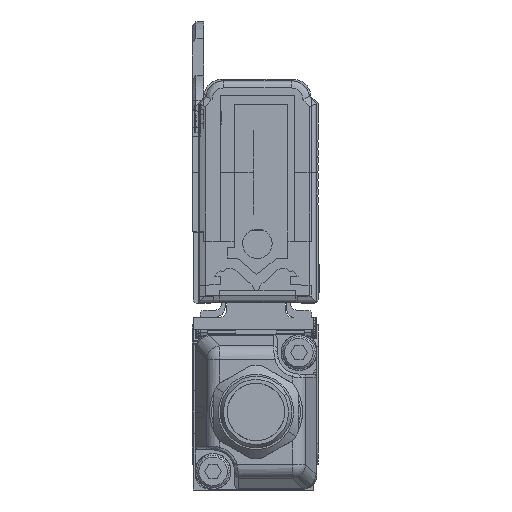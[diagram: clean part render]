
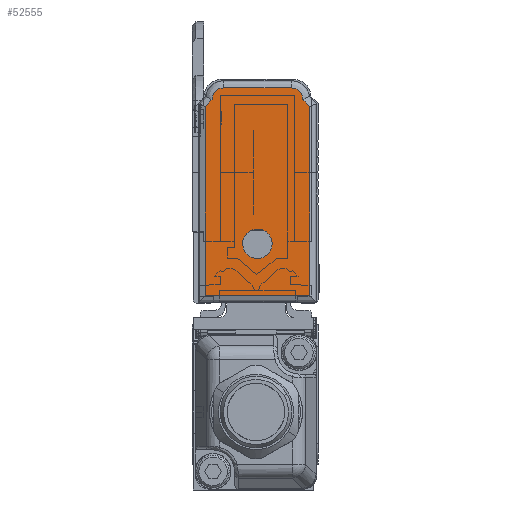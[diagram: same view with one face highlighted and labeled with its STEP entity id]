
A CAD part, front view. The second image highlights one B-rep face of the part: STEP entity #52555.
In plain terms, the highlighted planar face has unit normal (0, -1, 0).
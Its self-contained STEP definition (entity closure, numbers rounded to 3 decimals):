
#52359=AXIS2_PLACEMENT_3D('Circle Axis2P3D',#52357,#52358,$) ;
#52400=AXIS2_PLACEMENT_3D('Circle Axis2P3D',#52398,#52399,$) ;
#52525=AXIS2_PLACEMENT_3D('Plane Axis2P3D',#52522,#52523,#52524) ;
#52539=AXIS2_PLACEMENT_3D('Circle Axis2P3D',#52537,#52538,$) ;
#52548=AXIS2_PLACEMENT_3D('Circle Axis2P3D',#52546,#52547,$) ;
#51767=CARTESIAN_POINT('Vertex',(7.3,0.,18.886)) ;
#51777=CARTESIAN_POINT('Vertex',(6.33,0.,19.855)) ;
#51780=CARTESIAN_POINT('Line Origine',(6.963,0.,19.222)) ;
#51810=CARTESIAN_POINT('Vertex',(7.3,0.,-7.5)) ;
#51813=CARTESIAN_POINT('Line Origine',(7.3,0.,5.39)) ;
#51843=CARTESIAN_POINT('Vertex',(-7.3,0.,-7.5)) ;
#51846=CARTESIAN_POINT('Line Origine',(0.,0.,-7.5)) ;
#51870=CARTESIAN_POINT('Vertex',(-7.3,0.,18.886)) ;
#51873=CARTESIAN_POINT('Line Origine',(-7.3,0.,5.39)) ;
#52354=CARTESIAN_POINT('Vertex',(4.731,0.,21.5)) ;
#52357=CARTESIAN_POINT('Axis2P3D Location',(4.731,0.,19.9)) ;
#52378=CARTESIAN_POINT('Vertex',(-4.731,0.,21.5)) ;
#52381=CARTESIAN_POINT('Line Origine',(0.,0.,21.5)) ;
#52398=CARTESIAN_POINT('Axis2P3D Location',(-4.731,0.,19.9)) ;
#52402=CARTESIAN_POINT('Vertex',(-6.33,0.,19.855)) ;
#52425=CARTESIAN_POINT('Line Origine',(-6.963,0.,19.222)) ;
#52522=CARTESIAN_POINT('Axis2P3D Location',(0.,0.,0.)) ;
#52537=CARTESIAN_POINT('Axis2P3D Location',(0.,0.,-0.3)) ;
#52541=CARTESIAN_POINT('Vertex',(-1.814,0.,0.691)) ;
#52543=CARTESIAN_POINT('Vertex',(1.814,0.,-1.291)) ;
#52546=CARTESIAN_POINT('Axis2P3D Location',(0.,0.,-0.3)) ;
#51781=DIRECTION('Vector Direction',(-0.707,0.,0.707)) ;
#51814=DIRECTION('Vector Direction',(0.,0.,1.)) ;
#51847=DIRECTION('Vector Direction',(1.,0.,0.)) ;
#51874=DIRECTION('Vector Direction',(0.,0.,-1.)) ;
#52358=DIRECTION('Axis2P3D Direction',(0.,1.,-0.)) ;
#52382=DIRECTION('Vector Direction',(-1.,0.,0.)) ;
#52399=DIRECTION('Axis2P3D Direction',(-0.,1.,0.)) ;
#52426=DIRECTION('Vector Direction',(0.707,0.,0.707)) ;
#52523=DIRECTION('Axis2P3D Direction',(0.,1.,0.)) ;
#52524=DIRECTION('Axis2P3D XDirection',(0.,0.,1.)) ;
#52538=DIRECTION('Axis2P3D Direction',(0.,1.,0.)) ;
#52547=DIRECTION('Axis2P3D Direction',(0.,1.,0.)) ;
#51782=VECTOR('Line Direction',#51781,1.) ;
#51815=VECTOR('Line Direction',#51814,1.) ;
#51848=VECTOR('Line Direction',#51847,1.) ;
#51875=VECTOR('Line Direction',#51874,1.) ;
#52383=VECTOR('Line Direction',#52382,1.) ;
#52427=VECTOR('Line Direction',#52426,1.) ;
#52528=ORIENTED_EDGE('',*,*,#51784,.F.) ;
#52529=ORIENTED_EDGE('',*,*,#52361,.F.) ;
#52530=ORIENTED_EDGE('',*,*,#52385,.F.) ;
#52531=ORIENTED_EDGE('',*,*,#52404,.F.) ;
#52532=ORIENTED_EDGE('',*,*,#52429,.F.) ;
#52533=ORIENTED_EDGE('',*,*,#51877,.F.) ;
#52534=ORIENTED_EDGE('',*,*,#51850,.F.) ;
#52535=ORIENTED_EDGE('',*,*,#51817,.F.) ;
#52552=ORIENTED_EDGE('',*,*,#52545,.T.) ;
#52553=ORIENTED_EDGE('',*,*,#52550,.T.) ;
#52554=FACE_BOUND('',#52551,.T.) ;
#52555=ADVANCED_FACE('\X2\FF8EFF9EFF83FF9EFF68FF70\X0\.2',(#52536,#52554),#52526,.F.) ;
#52360=CIRCLE('generated circle',#52359,1.6) ;
#52401=CIRCLE('generated circle',#52400,1.6) ;
#52540=CIRCLE('generated circle',#52539,2.067) ;
#52549=CIRCLE('generated circle',#52548,2.067) ;
#51784=EDGE_CURVE('',#51778,#51768,#51783,.F.) ;
#51817=EDGE_CURVE('',#51768,#51811,#51816,.F.) ;
#51850=EDGE_CURVE('',#51811,#51844,#51849,.F.) ;
#51877=EDGE_CURVE('',#51844,#51871,#51876,.F.) ;
#52361=EDGE_CURVE('',#52355,#51778,#52360,.T.) ;
#52385=EDGE_CURVE('',#52379,#52355,#52384,.F.) ;
#52404=EDGE_CURVE('',#52403,#52379,#52401,.T.) ;
#52429=EDGE_CURVE('',#51871,#52403,#52428,.T.) ;
#52545=EDGE_CURVE('',#52542,#52544,#52540,.T.) ;
#52550=EDGE_CURVE('',#52544,#52542,#52549,.T.) ;
#52527=EDGE_LOOP('',(#52528,#52529,#52530,#52531,#52532,#52533,#52534,#52535)) ;
#52551=EDGE_LOOP('',(#52552,#52553)) ;
#52536=FACE_OUTER_BOUND('',#52527,.T.) ;
#51783=LINE('Line',#51780,#51782) ;
#51816=LINE('Line',#51813,#51815) ;
#51849=LINE('Line',#51846,#51848) ;
#51876=LINE('Line',#51873,#51875) ;
#52384=LINE('Line',#52381,#52383) ;
#52428=LINE('Line',#52425,#52427) ;
#52526=PLANE('Plane',#52525) ;
#51768=VERTEX_POINT('',#51767) ;
#51778=VERTEX_POINT('',#51777) ;
#51811=VERTEX_POINT('',#51810) ;
#51844=VERTEX_POINT('',#51843) ;
#51871=VERTEX_POINT('',#51870) ;
#52355=VERTEX_POINT('',#52354) ;
#52379=VERTEX_POINT('',#52378) ;
#52403=VERTEX_POINT('',#52402) ;
#52542=VERTEX_POINT('',#52541) ;
#52544=VERTEX_POINT('',#52543) ;
